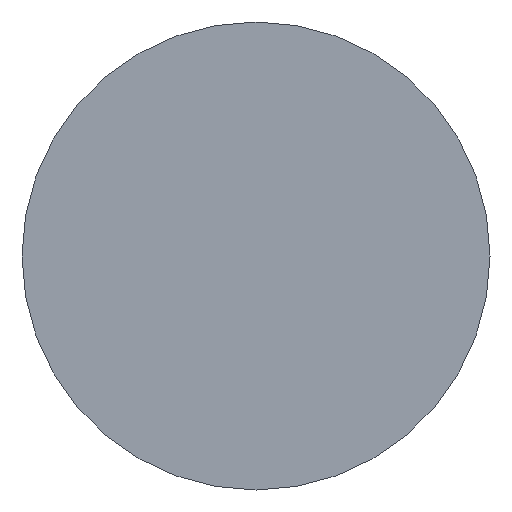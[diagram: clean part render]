
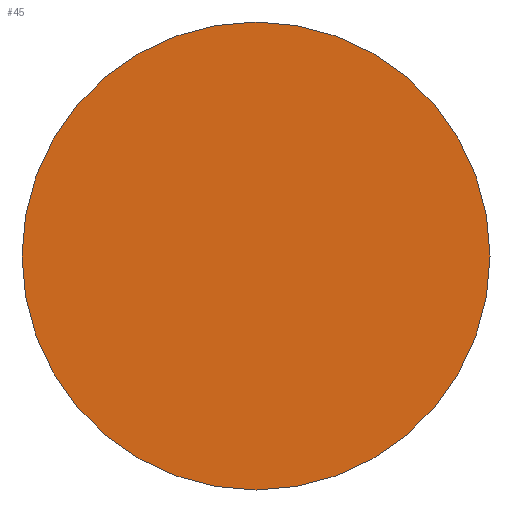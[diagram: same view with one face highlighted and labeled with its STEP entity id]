
A CAD part, left-side view. The second image highlights one B-rep face of the part: STEP entity #45.
In plain terms, the highlighted planar face has unit normal (-1, 0, 0).
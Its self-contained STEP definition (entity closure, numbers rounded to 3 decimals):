
#3 = CARTESIAN_POINT ( 'NONE',  ( 57.532, 32.611, 0. ) ) ;
#6 = DIRECTION ( 'NONE',  ( 0., 0., -1. ) ) ;
#8 = DIRECTION ( 'NONE',  ( 0., 0., 1. ) ) ;
#32 = CARTESIAN_POINT ( 'NONE',  ( 57.532, 32.611, -12.5 ) ) ;
#38 = ORIENTED_EDGE ( 'NONE', *, *, #39, .T. ) ;
#39 = EDGE_CURVE ( 'NONE', #99, #102, #152, .T. ) ;
#40 = AXIS2_PLACEMENT_3D ( 'NONE', #3, #160, #93 ) ;
#45 = ADVANCED_FACE ( 'NONE', ( #145 ), #77, .F. ) ;
#52 = AXIS2_PLACEMENT_3D ( 'NONE', #147, #91, #6 ) ;
#54 = ORIENTED_EDGE ( 'NONE', *, *, #118, .T. ) ;
#69 = EDGE_LOOP ( 'NONE', ( #54, #38 ) ) ;
#77 = PLANE ( 'NONE',  #52 ) ;
#79 = CARTESIAN_POINT ( 'NONE',  ( 57.532, 32.611, 0. ) ) ;
#91 = DIRECTION ( 'NONE',  ( 1., 0., 0. ) ) ;
#93 = DIRECTION ( 'NONE',  ( 0., 0., 1. ) ) ;
#99 = VERTEX_POINT ( 'NONE', #32 ) ;
#102 = VERTEX_POINT ( 'NONE', #136 ) ;
#118 = EDGE_CURVE ( 'NONE', #102, #99, #125, .T. ) ;
#125 = CIRCLE ( 'NONE', #166, 12.5 ) ;
#128 = DIRECTION ( 'NONE',  ( -1., 0., 0. ) ) ;
#136 = CARTESIAN_POINT ( 'NONE',  ( 57.532, 32.611, 12.5 ) ) ;
#145 = FACE_OUTER_BOUND ( 'NONE', #69, .T. ) ;
#147 = CARTESIAN_POINT ( 'NONE',  ( 57.532, 32.611, 0. ) ) ;
#152 = CIRCLE ( 'NONE', #40, 12.5 ) ;
#160 = DIRECTION ( 'NONE',  ( -1., 0., 0. ) ) ;
#166 = AXIS2_PLACEMENT_3D ( 'NONE', #79, #128, #8 ) ;
